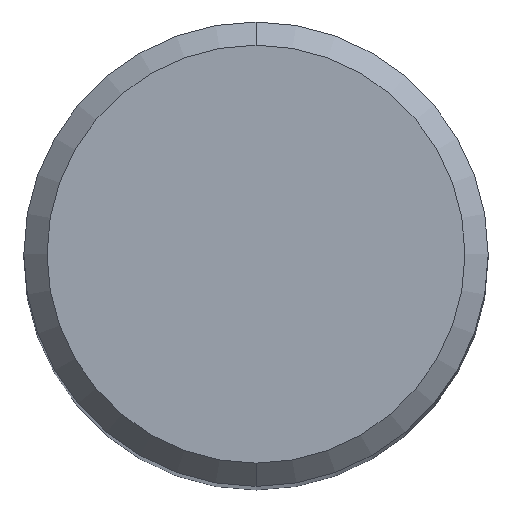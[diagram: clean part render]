
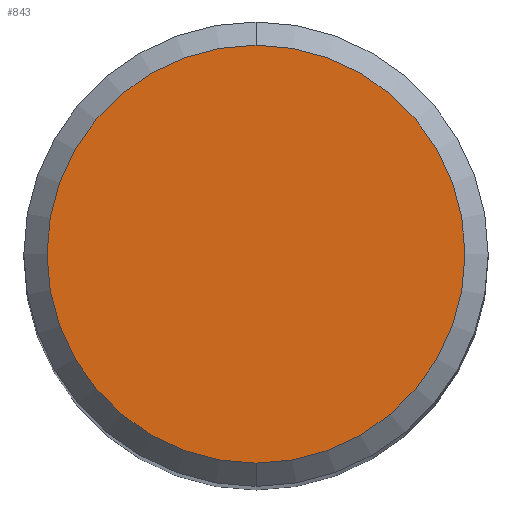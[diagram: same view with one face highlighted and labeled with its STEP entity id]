
A CAD part, top view. The second image highlights one B-rep face of the part: STEP entity #843.
In plain terms, the highlighted planar face has unit normal (0, 0, 1).
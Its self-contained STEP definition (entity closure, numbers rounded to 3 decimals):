
#449=VERTEX_POINT('',#1093);
#537=EDGE_CURVE('',#449,#691,#1189,.T.);
#691=VERTEX_POINT('',#1360);
#843=ADVANCED_FACE('',(#1523),#1524,.T.);
#901=EDGE_CURVE('',#691,#449,#1588,.T.);
#1093=CARTESIAN_POINT('',(0.0,4.5,0.));
#1189=CIRCLE('',#4293,4.5);
#1360=CARTESIAN_POINT('',(0.,-4.5,0.));
#1523=FACE_OUTER_BOUND('',#7950,.T.);
#1524=PLANE('',#7951);
#1588=CIRCLE('',#8061,4.5);
#4293=AXIS2_PLACEMENT_3D('',#9759,#9760,#9761);
#7950=EDGE_LOOP('',(#10114,#10115));
#7951=AXIS2_PLACEMENT_3D('',#10116,#10117,#10118);
#8061=AXIS2_PLACEMENT_3D('',#10188,#10189,#10190);
#9759=CARTESIAN_POINT('',(0.0,0.0,0.));
#9760=DIRECTION('',(0.0,0.0,-1.0));
#9761=DIRECTION('',(0.0,1.0,0.0));
#10114=ORIENTED_EDGE('',*,*,#537,.F.);
#10115=ORIENTED_EDGE('',*,*,#901,.F.);
#10116=CARTESIAN_POINT('',(0.0,2.25,0.));
#10117=DIRECTION('',(-0.0,0.0,1.0));
#10118=DIRECTION('',(0.0,-1.0,0.0));
#10188=CARTESIAN_POINT('',(0.0,0.0,0.));
#10189=DIRECTION('',(0.0,0.0,-1.0));
#10190=DIRECTION('',(0.0,1.0,0.0));
